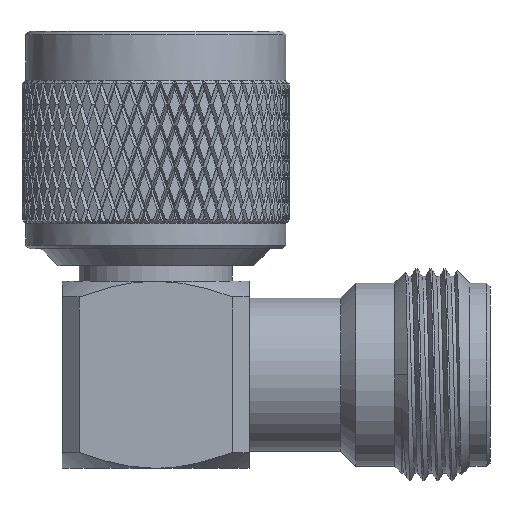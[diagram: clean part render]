
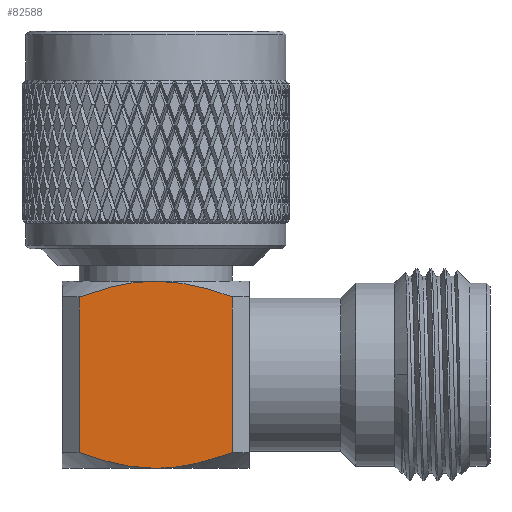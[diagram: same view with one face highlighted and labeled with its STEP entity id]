
A CAD part, left-side view. The second image highlights one B-rep face of the part: STEP entity #82588.
In plain terms, the highlighted planar face has unit normal (-1, 0, 0).
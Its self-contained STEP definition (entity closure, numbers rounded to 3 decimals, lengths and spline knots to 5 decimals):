
#267 = CARTESIAN_POINT ( 'NONE',  ( -0.27559, -0.15208, -0.2532 ) ) ;
#4005 = FACE_OUTER_BOUND ( 'NONE', #30489, .T. ) ;
#4474 = CARTESIAN_POINT ( 'NONE',  ( -0.27559, -0.27559, 0.27559 ) ) ;
#5371 = CARTESIAN_POINT ( 'NONE',  ( -0.27559, 0.20745, 0.23571 ) ) ;
#5374 = EDGE_CURVE ( 'NONE', #59011, #64217, #69511, .T. ) ;
#6253 = CARTESIAN_POINT ( 'NONE',  ( -0.27559, -0.18938, 0.24232 ) ) ;
#6255 = CARTESIAN_POINT ( 'NONE',  ( -0.27559, 0.22559, 0.27559 ) ) ;
#6362 = CARTESIAN_POINT ( 'NONE',  ( -0.27559, 0.22559, -0.22908 ) ) ;
#6726 = CARTESIAN_POINT ( 'NONE',  ( -0.27559, -0.15272, 0.2539 ) ) ;
#7240 = CARTESIAN_POINT ( 'NONE',  ( -0.27559, 0., -0.27559 ) ) ;
#7280 = CARTESIAN_POINT ( 'NONE',  ( -0.27559, 0.03854, 0.27559 ) ) ;
#7750 = CARTESIAN_POINT ( 'NONE',  ( -0.27559, 0.22559, 0.22908 ) ) ;
#13082 = CARTESIAN_POINT ( 'NONE',  ( -0.27559, 0.07663, 0.27079 ) ) ;
#13761 = CARTESIAN_POINT ( 'NONE',  ( -0.27559, -0.13326, -0.25825 ) ) ;
#14432 = CARTESIAN_POINT ( 'NONE',  ( -0.27559, -0.22559, 0.22908 ) ) ;
#14473 = CARTESIAN_POINT ( 'NONE',  ( -0.27559, 0.09639, -0.26644 ) ) ;
#16142 = CARTESIAN_POINT ( 'NONE',  ( -0.27559, 0., -0.27559 ) ) ;
#17955 = DIRECTION ( 'NONE',  ( 1., 0., 0. ) ) ;
#20503 = CARTESIAN_POINT ( 'NONE',  ( -0.27559, -0.22559, -0.22908 ) ) ;
#22146 = VERTEX_POINT ( 'NONE', #7750 ) ;
#22645 = ORIENTED_EDGE ( 'NONE', *, *, #70607, .F. ) ;
#23175 = EDGE_CURVE ( 'NONE', #59011, #92419, #62716, .T. ) ;
#23661 = VECTOR ( 'NONE', #78019, 39.37008 ) ;
#25674 = DIRECTION ( 'NONE',  ( 0., 0., -1. ) ) ;
#29419 = CARTESIAN_POINT ( 'NONE',  ( -0.27559, 0.03879, -0.27439 ) ) ;
#29661 = CARTESIAN_POINT ( 'NONE',  ( -0.27559, -0.03854, -0.27559 ) ) ;
#30489 = EDGE_LOOP ( 'NONE', ( #65443, #90226, #73253, #36054, #51499, #22645 ) ) ;
#31333 = VERTEX_POINT ( 'NONE', #6362 ) ;
#33890 = VECTOR ( 'NONE', #69461, 39.37008 ) ;
#36054 = ORIENTED_EDGE ( 'NONE', *, *, #38316, .F. ) ;
#38316 = EDGE_CURVE ( 'NONE', #22146, #86601, #43848, .T. ) ;
#42869 = LINE ( 'NONE', #6255, #23661 ) ;
#43153 = CARTESIAN_POINT ( 'NONE',  ( -0.27559, -0.07663, -0.27079 ) ) ;
#43350 = CARTESIAN_POINT ( 'NONE',  ( -0.27559, 0., 0.27559 ) ) ;
#43848 = B_SPLINE_CURVE_WITH_KNOTS ( 'NONE', 3,
 ( #94923, #5371, #49714, #79057, #65081, #13082, #7280, #71843 ),
 .UNSPECIFIED., .F., .F.,
 ( 4, 2, 2, 4 ),
 ( 0.01797, 0.01944, 0.02091, 0.02386 ),
 .UNSPECIFIED. ) ;
#44317 = CARTESIAN_POINT ( 'NONE',  ( -0.27559, 0.07738, -0.2698 ) ) ;
#49714 = CARTESIAN_POINT ( 'NONE',  ( -0.27559, 0.18915, 0.24193 ) ) ;
#50787 = CARTESIAN_POINT ( 'NONE',  ( -0.27559, -0.22559, 0.22908 ) ) ;
#51064 = CARTESIAN_POINT ( 'NONE',  ( -0.27559, -0.09639, 0.26644 ) ) ;
#51499 = ORIENTED_EDGE ( 'NONE', *, *, #57854, .T. ) ;
#52039 = CARTESIAN_POINT ( 'NONE',  ( -0.27559, 0.18938, -0.24232 ) ) ;
#53068 = AXIS2_PLACEMENT_3D ( 'NONE', #4474, #17955, #25674 ) ;
#57854 = EDGE_CURVE ( 'NONE', #22146, #31333, #42869, .T. ) ;
#58722 = CARTESIAN_POINT ( 'NONE',  ( -0.27559, -0.07738, 0.2698 ) ) ;
#58766 = CARTESIAN_POINT ( 'NONE',  ( -0.27559, 0.15272, -0.2539 ) ) ;
#59011 = VERTEX_POINT ( 'NONE', #71663 ) ;
#62716 = LINE ( 'NONE', #77184, #33890 ) ;
#62740 = PLANE ( 'NONE',  #53068 ) ;
#64217 = VERTEX_POINT ( 'NONE', #16142 ) ;
#65081 = CARTESIAN_POINT ( 'NONE',  ( -0.27559, 0.13326, 0.25825 ) ) ;
#65443 = ORIENTED_EDGE ( 'NONE', *, *, #5374, .F. ) ;
#66227 = CARTESIAN_POINT ( 'NONE',  ( -0.27559, -0.18915, -0.24193 ) ) ;
#69461 = DIRECTION ( 'NONE',  ( 0., 0., 1. ) ) ;
#69511 = B_SPLINE_CURVE_WITH_KNOTS ( 'NONE', 3,
 ( #20503, #79737, #66227, #267, #13761, #43153, #29661, #72522 ),
 .UNSPECIFIED., .F., .F.,
 ( 4, 2, 2, 4 ),
 ( 0.01797, 0.01944, 0.02091, 0.02386 ),
 .UNSPECIFIED. ) ;
#70147 = B_SPLINE_CURVE_WITH_KNOTS ( 'NONE', 3,
 ( #7240, #73211, #29419, #44317, #14473, #58766, #52039, #88132 ),
 .UNSPECIFIED., .F., .F.,
 ( 4, 2, 2, 4 ),
 ( 0.02386, 0.02534, 0.02681, 0.02976 ),
 .UNSPECIFIED. ) ;
#70607 = EDGE_CURVE ( 'NONE', #64217, #31333, #70147, .T. ) ;
#71663 = CARTESIAN_POINT ( 'NONE',  ( -0.27559, -0.22559, -0.22908 ) ) ;
#71843 = CARTESIAN_POINT ( 'NONE',  ( -0.27559, 0., 0.27559 ) ) ;
#72237 = CARTESIAN_POINT ( 'NONE',  ( -0.27559, -0.01928, 0.27559 ) ) ;
#72522 = CARTESIAN_POINT ( 'NONE',  ( -0.27559, 0., -0.27559 ) ) ;
#73167 = CARTESIAN_POINT ( 'NONE',  ( -0.27559, -0.03879, 0.27439 ) ) ;
#73211 = CARTESIAN_POINT ( 'NONE',  ( -0.27559, 0.01928, -0.27559 ) ) ;
#73253 = ORIENTED_EDGE ( 'NONE', *, *, #78474, .F. ) ;
#74791 = B_SPLINE_CURVE_WITH_KNOTS ( 'NONE', 3,
 ( #43350, #72237, #73167, #58722, #51064, #6726, #6253, #14432 ),
 .UNSPECIFIED., .F., .F.,
 ( 4, 2, 2, 4 ),
 ( 0.02386, 0.02534, 0.02681, 0.02976 ),
 .UNSPECIFIED. ) ;
#77184 = CARTESIAN_POINT ( 'NONE',  ( -0.27559, -0.22559, 0.27559 ) ) ;
#78019 = DIRECTION ( 'NONE',  ( 0., 0., -1. ) ) ;
#78474 = EDGE_CURVE ( 'NONE', #86601, #92419, #74791, .T. ) ;
#79057 = CARTESIAN_POINT ( 'NONE',  ( -0.27559, 0.15208, 0.2532 ) ) ;
#79737 = CARTESIAN_POINT ( 'NONE',  ( -0.27559, -0.20745, -0.23571 ) ) ;
#82588 = ADVANCED_FACE ( 'NONE', ( #4005 ), #62740, .F. ) ;
#86601 = VERTEX_POINT ( 'NONE', #87029 ) ;
#87029 = CARTESIAN_POINT ( 'NONE',  ( -0.27559, 0., 0.27559 ) ) ;
#88132 = CARTESIAN_POINT ( 'NONE',  ( -0.27559, 0.22559, -0.22908 ) ) ;
#90226 = ORIENTED_EDGE ( 'NONE', *, *, #23175, .T. ) ;
#92419 = VERTEX_POINT ( 'NONE', #50787 ) ;
#94923 = CARTESIAN_POINT ( 'NONE',  ( -0.27559, 0.22559, 0.22908 ) ) ;
